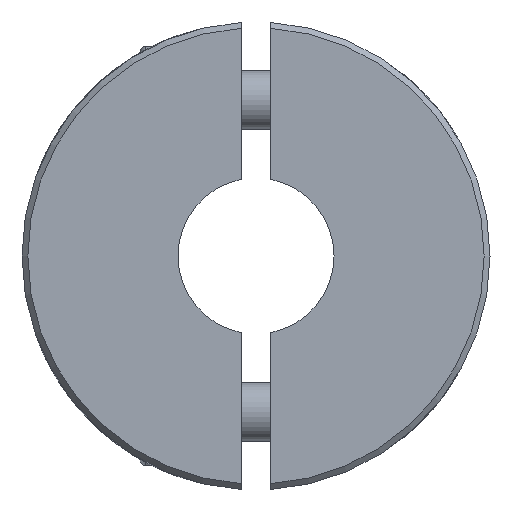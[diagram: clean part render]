
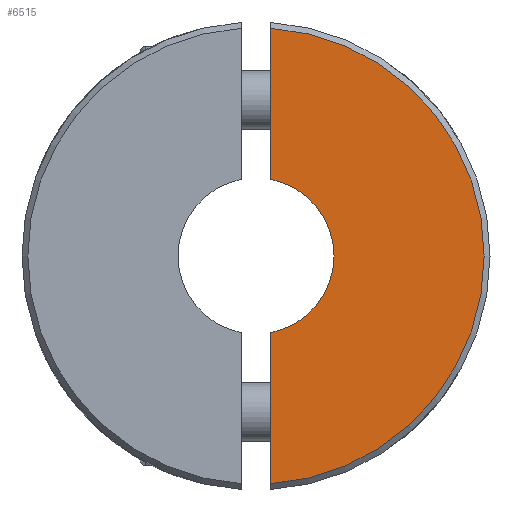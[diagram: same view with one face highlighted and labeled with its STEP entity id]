
A CAD part, left-side view. The second image highlights one B-rep face of the part: STEP entity #6515.
In plain terms, the highlighted planar face has unit normal (-1, 0, 0).
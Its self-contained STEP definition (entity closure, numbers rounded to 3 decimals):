
#100 = VERTEX_POINT ( 'NONE', #7573 ) ;
#562 = VERTEX_POINT ( 'NONE', #1051 ) ;
#628 = AXIS2_PLACEMENT_3D ( 'NONE', #9842, #8608, #4589 ) ;
#1051 = CARTESIAN_POINT ( 'NONE',  ( -17.5, -0.75, 3.929 ) ) ;
#1089 = AXIS2_PLACEMENT_3D ( 'NONE', #2990, #7232, #11420 ) ;
#1423 = LINE ( 'NONE', #8539, #2853 ) ;
#1426 = FACE_OUTER_BOUND ( 'NONE', #7080, .T. ) ;
#1703 = ORIENTED_EDGE ( 'NONE', *, *, #8133, .F. ) ;
#1875 = EDGE_CURVE ( 'NONE', #9915, #100, #13076, .T. ) ;
#2178 = DIRECTION ( 'NONE',  ( 0., 0., 1. ) ) ;
#2741 = CARTESIAN_POINT ( 'NONE',  ( -17.5, -0.75, -3.929 ) ) ;
#2772 = DIRECTION ( 'NONE',  ( 0., 0., 1. ) ) ;
#2823 = CARTESIAN_POINT ( 'NONE',  ( -17.5, -0.75, -11.676 ) ) ;
#2853 = VECTOR ( 'NONE', #2178, 1000. ) ;
#2990 = CARTESIAN_POINT ( 'NONE',  ( -17.5, 0., 0. ) ) ;
#3970 = EDGE_CURVE ( 'NONE', #562, #100, #12988, .T. ) ;
#4487 = EDGE_CURVE ( 'NONE', #9915, #10941, #1423, .T. ) ;
#4589 = DIRECTION ( 'NONE',  ( 0., 0., -1. ) ) ;
#4773 = VECTOR ( 'NONE', #2772, 1000. ) ;
#5420 = DIRECTION ( 'NONE',  ( -1., 0., 0. ) ) ;
#5476 = DIRECTION ( 'NONE',  ( 0., 0., -1. ) ) ;
#5572 = AXIS2_PLACEMENT_3D ( 'NONE', #10272, #5420, #5476 ) ;
#6129 = CIRCLE ( 'NONE', #1089, 4. ) ;
#6515 = ADVANCED_FACE ( 'NONE', ( #1426 ), #11707, .F. ) ;
#6975 = ORIENTED_EDGE ( 'NONE', *, *, #4487, .F. ) ;
#7080 = EDGE_LOOP ( 'NONE', ( #6975, #13488, #9015, #1703 ) ) ;
#7232 = DIRECTION ( 'NONE',  ( -1., 0., 0. ) ) ;
#7573 = CARTESIAN_POINT ( 'NONE',  ( -17.5, -0.75, 11.676 ) ) ;
#8032 = CARTESIAN_POINT ( 'NONE',  ( -17.5, -0.75, -8. ) ) ;
#8133 = EDGE_CURVE ( 'NONE', #10941, #562, #6129, .T. ) ;
#8539 = CARTESIAN_POINT ( 'NONE',  ( -17.5, -0.75, -8. ) ) ;
#8608 = DIRECTION ( 'NONE',  ( 1., 0., 0. ) ) ;
#9015 = ORIENTED_EDGE ( 'NONE', *, *, #3970, .F. ) ;
#9842 = CARTESIAN_POINT ( 'NONE',  ( -17.5, 4., 0. ) ) ;
#9915 = VERTEX_POINT ( 'NONE', #2823 ) ;
#10272 = CARTESIAN_POINT ( 'NONE',  ( -17.5, 0., 0. ) ) ;
#10941 = VERTEX_POINT ( 'NONE', #2741 ) ;
#11420 = DIRECTION ( 'NONE',  ( 0., 0., 1. ) ) ;
#11707 = PLANE ( 'NONE',  #628 ) ;
#12988 = LINE ( 'NONE', #8032, #4773 ) ;
#13076 = CIRCLE ( 'NONE', #5572, 11.7 ) ;
#13488 = ORIENTED_EDGE ( 'NONE', *, *, #1875, .T. ) ;
